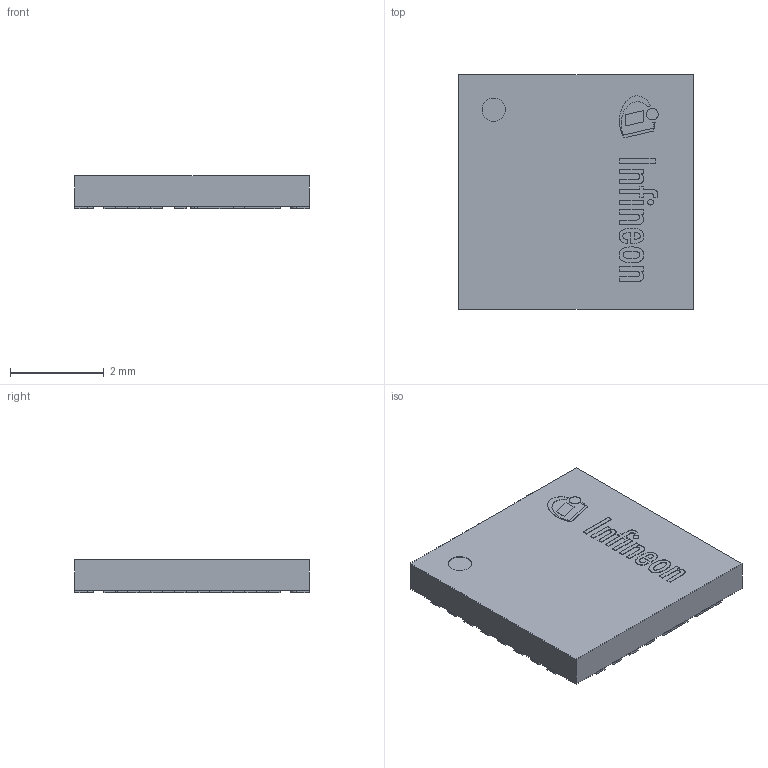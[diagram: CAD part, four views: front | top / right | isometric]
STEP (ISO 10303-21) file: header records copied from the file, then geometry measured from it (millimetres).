
FILE_DESCRIPTION(/* description */ (''),/* implementation_level */ '2;1');
FILE_NAME(/* name */ 'LG-UIQFN-32-2_Z8B00160201_V03_3D.stp',/* time_stamp */ '2021-04-27T19:16:23+06:00',/* author */ ('janartha'),/* organization */ (''),/* preprocessor_version */ 'ST-DEVELOPER v16.13',/* originating_system */ 'AutoCAD Mechanical',/* authorisation */ '');
FILE_SCHEMA (('AUTOMOTIVE_DESIGN { 1 0 10303 214 3 1 1 }'));
Length unit declared in the file: millimetre
Products named in the file (1): Product
Bounding box: 5 x 5 x 0.71 mm (x, y, z)
Volume: 16.9 mm3; surface area: 94.2 mm2
Topology: 40 solids, 40 shells, 394 faces, 940 edges, 627 vertices
Faces by surface type: plane 236, cylinder 158
Full cylindrical faces by diameter (mm): 0.121 x1, 0.249 x1, 0.5 x2
Entity records: 11449 total; most frequent: DIRECTION 2041, CARTESIAN_POINT 1956, ORIENTED_EDGE 1870, EDGE_CURVE 935, AXIS2_PLACEMENT_3D 711, VERTEX_POINT 626, LINE 619, VECTOR 619
